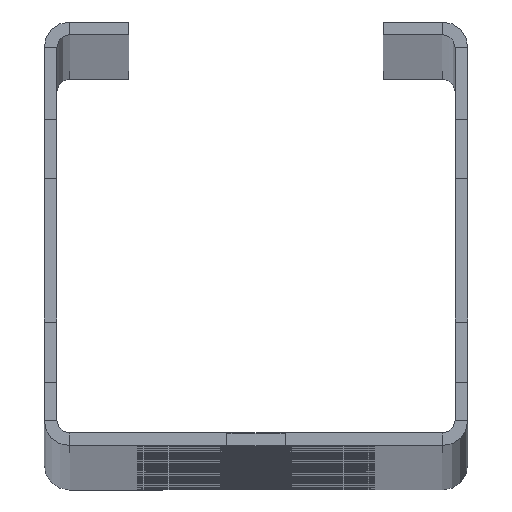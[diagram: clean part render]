
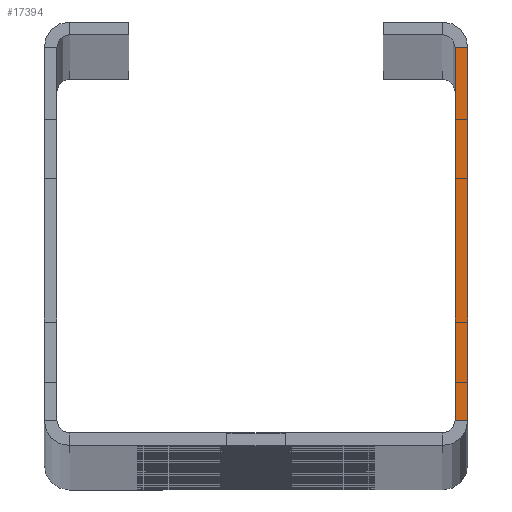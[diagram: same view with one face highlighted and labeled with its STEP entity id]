
A CAD part, top view. The second image highlights one B-rep face of the part: STEP entity #17394.
In plain terms, the highlighted planar face has unit normal (0, 0, 1).
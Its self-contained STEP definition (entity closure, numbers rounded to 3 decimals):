
#1261 = CARTESIAN_POINT ( 'NONE',  ( 22., 48.5, 1500. ) ) ;
#1566 = DIRECTION ( 'NONE',  ( 1., 0., 0. ) ) ;
#2352 = LINE ( 'NONE', #20407, #28220 ) ;
#6326 = PLANE ( 'NONE',  #50853 ) ;
#11765 = CARTESIAN_POINT ( 'NONE',  ( 25., 3., 1500. ) ) ;
#12286 = CARTESIAN_POINT ( 'NONE',  ( 23.5, 3., 1500. ) ) ;
#12962 = EDGE_CURVE ( 'NONE', #28260, #53433, #15737, .T. ) ;
#15205 = FACE_OUTER_BOUND ( 'NONE', #32176, .T. ) ;
#15737 = LINE ( 'NONE', #19007, #55826 ) ;
#16386 = CARTESIAN_POINT ( 'NONE',  ( 23.5, 47., 1500. ) ) ;
#17394 = ADVANCED_FACE ( 'NONE', ( #15205 ), #6326, .T. ) ;
#19007 = CARTESIAN_POINT ( 'NONE',  ( 25., 47., 1500. ) ) ;
#20214 = DIRECTION ( 'NONE',  ( 0., -1., 0. ) ) ;
#20407 = CARTESIAN_POINT ( 'NONE',  ( 23.5, 0., 1500. ) ) ;
#20804 = CARTESIAN_POINT ( 'NONE',  ( 25., 47., 1500. ) ) ;
#21853 = ORIENTED_EDGE ( 'NONE', *, *, #56643, .F. ) ;
#22919 = ORIENTED_EDGE ( 'NONE', *, *, #24927, .T. ) ;
#24574 = DIRECTION ( 'NONE',  ( 0., -1., 0. ) ) ;
#24927 = EDGE_CURVE ( 'NONE', #30684, #46724, #36748, .T. ) ;
#28220 = VECTOR ( 'NONE', #24574, 1000. ) ;
#28260 = VERTEX_POINT ( 'NONE', #20804 ) ;
#30684 = VERTEX_POINT ( 'NONE', #12286 ) ;
#32176 = EDGE_LOOP ( 'NONE', ( #21853, #53465, #36376, #22919 ) ) ;
#32592 = CARTESIAN_POINT ( 'NONE',  ( 23.5, 3., 1500. ) ) ;
#33191 = DIRECTION ( 'NONE',  ( 1., 0., 0. ) ) ;
#33557 = LINE ( 'NONE', #56350, #46277 ) ;
#36376 = ORIENTED_EDGE ( 'NONE', *, *, #45237, .T. ) ;
#36748 = LINE ( 'NONE', #32592, #58102 ) ;
#45237 = EDGE_CURVE ( 'NONE', #53433, #30684, #2352, .T. ) ;
#46277 = VECTOR ( 'NONE', #20214, 1000. ) ;
#46548 = DIRECTION ( 'NONE',  ( -1., 0., 0. ) ) ;
#46724 = VERTEX_POINT ( 'NONE', #11765 ) ;
#50853 = AXIS2_PLACEMENT_3D ( 'NONE', #1261, #55767, #1566 ) ;
#53433 = VERTEX_POINT ( 'NONE', #16386 ) ;
#53465 = ORIENTED_EDGE ( 'NONE', *, *, #12962, .T. ) ;
#55767 = DIRECTION ( 'NONE',  ( 0., 0., 1. ) ) ;
#55826 = VECTOR ( 'NONE', #46548, 1000. ) ;
#56350 = CARTESIAN_POINT ( 'NONE',  ( 25., 0., 1500. ) ) ;
#56643 = EDGE_CURVE ( 'NONE', #28260, #46724, #33557, .T. ) ;
#58102 = VECTOR ( 'NONE', #33191, 1000. ) ;
